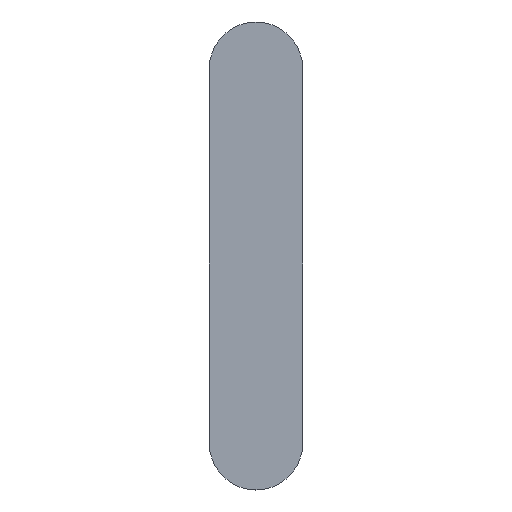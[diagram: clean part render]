
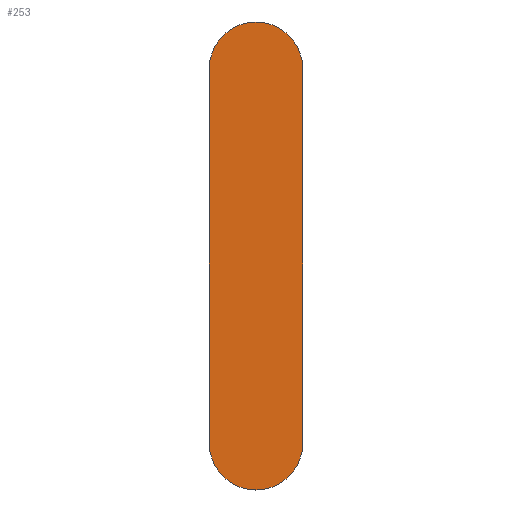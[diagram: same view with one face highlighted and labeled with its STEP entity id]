
A CAD part, top view. The second image highlights one B-rep face of the part: STEP entity #253.
In plain terms, the highlighted planar face has unit normal (0, 0, 1).
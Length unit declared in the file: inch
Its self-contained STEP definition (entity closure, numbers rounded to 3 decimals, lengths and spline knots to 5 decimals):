
#1 = EDGE_CURVE ( 'NONE', #177, #226, #93, .T. ) ;
#2 = VERTEX_POINT ( 'NONE', #104 ) ;
#22 = AXIS2_PLACEMENT_3D ( 'NONE', #247, #147, #245 ) ;
#27 = LINE ( 'NONE', #80, #204 ) ;
#28 = EDGE_CURVE ( 'NONE', #226, #2, #27, .T. ) ;
#29 = CARTESIAN_POINT ( 'NONE',  ( 0., 0.5, 0.024 ) ) ;
#31 = VECTOR ( 'NONE', #189, 39.37008 ) ;
#46 = CIRCLE ( 'NONE', #22, 0.125 ) ;
#80 = CARTESIAN_POINT ( 'NONE',  ( -0.125, 0.5, 0.024 ) ) ;
#93 = CIRCLE ( 'NONE', #249, 0.125 ) ;
#98 = ORIENTED_EDGE ( 'NONE', *, *, #28, .T. ) ;
#104 = CARTESIAN_POINT ( 'NONE',  ( -0.125, -0.5, 0.024 ) ) ;
#122 = DIRECTION ( 'NONE',  ( 0., -1., 0. ) ) ;
#124 = DIRECTION ( 'NONE',  ( 0., 0., 1. ) ) ;
#128 = VERTEX_POINT ( 'NONE', #257 ) ;
#141 = EDGE_CURVE ( 'NONE', #128, #177, #180, .T. ) ;
#147 = DIRECTION ( 'NONE',  ( 0., 0., 1. ) ) ;
#151 = ORIENTED_EDGE ( 'NONE', *, *, #1, .T. ) ;
#153 = DIRECTION ( 'NONE',  ( 1., 0., 0. ) ) ;
#154 = DIRECTION ( 'NONE',  ( 0., 0., 1. ) ) ;
#156 = CARTESIAN_POINT ( 'NONE',  ( 0., 0.5, 0.024 ) ) ;
#163 = ORIENTED_EDGE ( 'NONE', *, *, #314, .T. ) ;
#177 = VERTEX_POINT ( 'NONE', #240 ) ;
#180 = LINE ( 'NONE', #239, #31 ) ;
#181 = EDGE_LOOP ( 'NONE', ( #151, #98, #163, #237 ) ) ;
#189 = DIRECTION ( 'NONE',  ( 0., 1., 0. ) ) ;
#204 = VECTOR ( 'NONE', #122, 39.37008 ) ;
#210 = FACE_OUTER_BOUND ( 'NONE', #181, .T. ) ;
#216 = CARTESIAN_POINT ( 'NONE',  ( -0.125, 0.5, 0.024 ) ) ;
#226 = VERTEX_POINT ( 'NONE', #216 ) ;
#237 = ORIENTED_EDGE ( 'NONE', *, *, #141, .T. ) ;
#239 = CARTESIAN_POINT ( 'NONE',  ( 0.125, 0.5, 0.024 ) ) ;
#240 = CARTESIAN_POINT ( 'NONE',  ( 0.125, 0.5, 0.024 ) ) ;
#245 = DIRECTION ( 'NONE',  ( 1., 0., 0. ) ) ;
#247 = CARTESIAN_POINT ( 'NONE',  ( 0., -0.5, 0.024 ) ) ;
#249 = AXIS2_PLACEMENT_3D ( 'NONE', #29, #154, #250 ) ;
#250 = DIRECTION ( 'NONE',  ( 1., 0., 0. ) ) ;
#253 = ADVANCED_FACE ( 'NONE', ( #210 ), #270, .T. ) ;
#257 = CARTESIAN_POINT ( 'NONE',  ( 0.125, -0.5, 0.024 ) ) ;
#270 = PLANE ( 'NONE',  #320 ) ;
#314 = EDGE_CURVE ( 'NONE', #2, #128, #46, .T. ) ;
#320 = AXIS2_PLACEMENT_3D ( 'NONE', #156, #124, #153 ) ;
